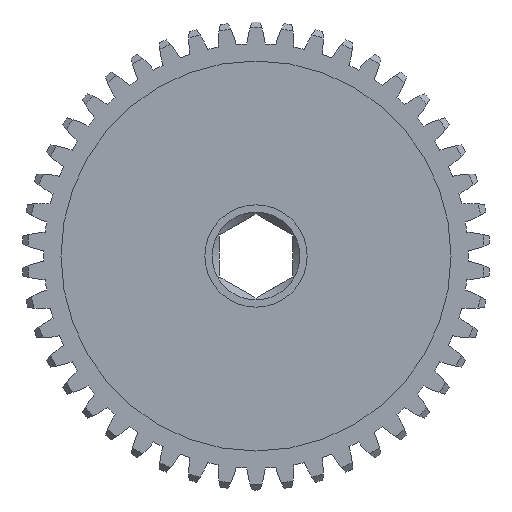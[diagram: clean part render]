
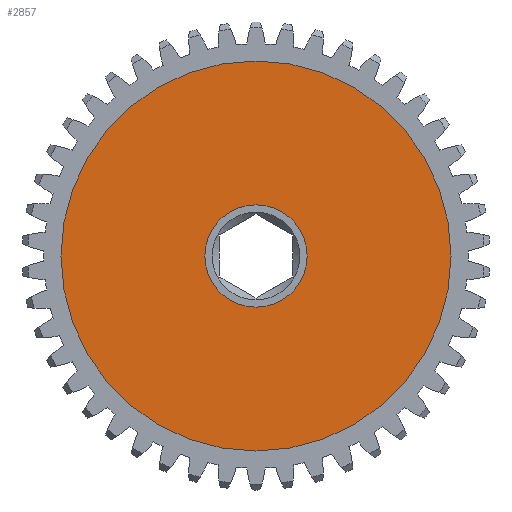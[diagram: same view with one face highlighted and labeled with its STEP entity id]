
A CAD part, left-side view. The second image highlights one B-rep face of the part: STEP entity #2857.
In plain terms, the highlighted planar face has unit normal (-1, 0, 0).
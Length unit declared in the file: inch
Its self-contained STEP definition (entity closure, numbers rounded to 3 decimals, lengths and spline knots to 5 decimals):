
#28 = EDGE_LOOP ( 'NONE', ( #9384, #6313 ) ) ;
#231 = VERTEX_POINT ( 'NONE', #5077 ) ;
#461 = EDGE_CURVE ( 'NONE', #2461, #231, #2994, .T. ) ;
#526 = DIRECTION ( 'NONE',  ( -1., 0., 0. ) ) ;
#848 = CIRCLE ( 'NONE', #10374, 0.2625 ) ;
#913 = ORIENTED_EDGE ( 'NONE', *, *, #10179, .F. ) ;
#1455 = DIRECTION ( 'NONE',  ( -1., 0., 0. ) ) ;
#1487 = AXIS2_PLACEMENT_3D ( 'NONE', #8344, #6701, #10025 ) ;
#1657 = DIRECTION ( 'NONE',  ( 0., 0., 1. ) ) ;
#1923 = FACE_BOUND ( 'NONE', #9986, .T. ) ;
#2461 = VERTEX_POINT ( 'NONE', #4325 ) ;
#2520 = DIRECTION ( 'NONE',  ( 0., 0., 1. ) ) ;
#2857 = ADVANCED_FACE ( 'NONE', ( #1923, #5230 ), #5013, .T. ) ;
#2920 = DIRECTION ( 'NONE',  ( 0., 0., 1. ) ) ;
#2961 = CARTESIAN_POINT ( 'NONE',  ( 0.1375, 0., 0. ) ) ;
#2973 = EDGE_CURVE ( 'NONE', #9017, #7014, #8260, .T. ) ;
#2994 = CIRCLE ( 'NONE', #8022, 0.2625 ) ;
#3075 = ORIENTED_EDGE ( 'NONE', *, *, #461, .F. ) ;
#3629 = CARTESIAN_POINT ( 'NONE',  ( 0.1375, 0., 1. ) ) ;
#4099 = CARTESIAN_POINT ( 'NONE',  ( 0.1375, 0., 0. ) ) ;
#4325 = CARTESIAN_POINT ( 'NONE',  ( 0.1375, 0., -0.2625 ) ) ;
#4847 = CARTESIAN_POINT ( 'NONE',  ( 0.1375, 0., 0. ) ) ;
#5013 = PLANE ( 'NONE',  #1487 ) ;
#5077 = CARTESIAN_POINT ( 'NONE',  ( 0.1375, 0., 0.2625 ) ) ;
#5230 = FACE_OUTER_BOUND ( 'NONE', #28, .T. ) ;
#5286 = DIRECTION ( 'NONE',  ( 0., 0., 1. ) ) ;
#6313 = ORIENTED_EDGE ( 'NONE', *, *, #6782, .T. ) ;
#6701 = DIRECTION ( 'NONE',  ( -1., 0., 0. ) ) ;
#6782 = EDGE_CURVE ( 'NONE', #7014, #9017, #8207, .T. ) ;
#7014 = VERTEX_POINT ( 'NONE', #8448 ) ;
#7523 = DIRECTION ( 'NONE',  ( -1., 0., 0. ) ) ;
#7661 = AXIS2_PLACEMENT_3D ( 'NONE', #4099, #7523, #2520 ) ;
#8022 = AXIS2_PLACEMENT_3D ( 'NONE', #4847, #10622, #1657 ) ;
#8207 = CIRCLE ( 'NONE', #7661, 1. ) ;
#8260 = CIRCLE ( 'NONE', #9983, 1. ) ;
#8344 = CARTESIAN_POINT ( 'NONE',  ( 0.1375, 0., 0. ) ) ;
#8448 = CARTESIAN_POINT ( 'NONE',  ( 0.1375, 0., -1. ) ) ;
#8841 = CARTESIAN_POINT ( 'NONE',  ( 0.1375, 0., 0. ) ) ;
#9017 = VERTEX_POINT ( 'NONE', #3629 ) ;
#9384 = ORIENTED_EDGE ( 'NONE', *, *, #2973, .T. ) ;
#9983 = AXIS2_PLACEMENT_3D ( 'NONE', #2961, #526, #5286 ) ;
#9986 = EDGE_LOOP ( 'NONE', ( #3075, #913 ) ) ;
#10025 = DIRECTION ( 'NONE',  ( 0., 0., 1. ) ) ;
#10179 = EDGE_CURVE ( 'NONE', #231, #2461, #848, .T. ) ;
#10374 = AXIS2_PLACEMENT_3D ( 'NONE', #8841, #1455, #2920 ) ;
#10622 = DIRECTION ( 'NONE',  ( -1., 0., 0. ) ) ;
